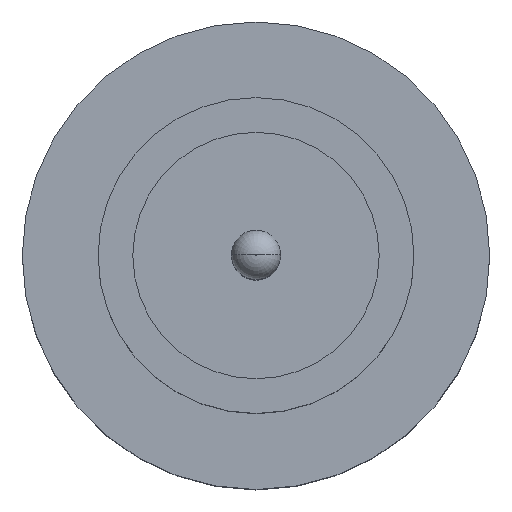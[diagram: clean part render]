
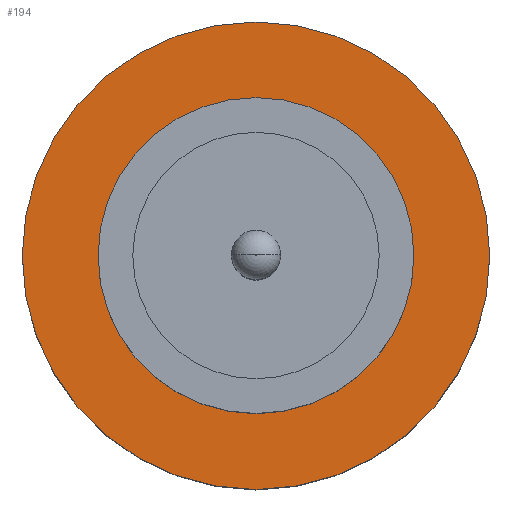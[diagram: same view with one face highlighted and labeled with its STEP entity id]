
A CAD part, top view. The second image highlights one B-rep face of the part: STEP entity #194.
In plain terms, the highlighted planar face has unit normal (0, 0, 1).
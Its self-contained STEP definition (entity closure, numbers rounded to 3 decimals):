
#28 = CARTESIAN_POINT ( 'NONE',  ( 1.25, 0., 1.55 ) ) ;
#29 = DIRECTION ( 'NONE',  ( 1., 0., 0. ) ) ;
#37 = DIRECTION ( 'NONE',  ( 0., 0., 1. ) ) ;
#47 = AXIS2_PLACEMENT_3D ( 'NONE', #226, #37, #29 ) ;
#66 = CARTESIAN_POINT ( 'NONE',  ( 0., 0., 1.55 ) ) ;
#106 = EDGE_LOOP ( 'NONE', ( #584, #370 ) ) ;
#112 = CARTESIAN_POINT ( 'NONE',  ( -1.85, 0., 1.55 ) ) ;
#138 = EDGE_CURVE ( 'NONE', #316, #353, #209, .T. ) ;
#145 = AXIS2_PLACEMENT_3D ( 'NONE', #245, #375, #723 ) ;
#175 = ORIENTED_EDGE ( 'NONE', *, *, #323, .T. ) ;
#194 = ADVANCED_FACE ( 'NONE', ( #899, #367 ), #204, .T. ) ;
#204 = PLANE ( 'NONE',  #638 ) ;
#209 = CIRCLE ( 'NONE', #438, 1.25 ) ;
#226 = CARTESIAN_POINT ( 'NONE',  ( 0., 0., 1.55 ) ) ;
#229 = CARTESIAN_POINT ( 'NONE',  ( -1.25, 0., 1.55 ) ) ;
#235 = CIRCLE ( 'NONE', #145, 1.85 ) ;
#245 = CARTESIAN_POINT ( 'NONE',  ( 0., 0., 1.55 ) ) ;
#316 = VERTEX_POINT ( 'NONE', #28 ) ;
#323 = EDGE_CURVE ( 'NONE', #412, #560, #235, .T. ) ;
#351 = DIRECTION ( 'NONE',  ( 1., 0., 0. ) ) ;
#353 = VERTEX_POINT ( 'NONE', #229 ) ;
#367 = FACE_OUTER_BOUND ( 'NONE', #697, .T. ) ;
#370 = ORIENTED_EDGE ( 'NONE', *, *, #664, .F. ) ;
#374 = CARTESIAN_POINT ( 'NONE',  ( 0., 0., 1.55 ) ) ;
#375 = DIRECTION ( 'NONE',  ( 0., 0., 1. ) ) ;
#395 = ORIENTED_EDGE ( 'NONE', *, *, #856, .T. ) ;
#411 = DIRECTION ( 'NONE',  ( 1., 0., 0. ) ) ;
#412 = VERTEX_POINT ( 'NONE', #716 ) ;
#438 = AXIS2_PLACEMENT_3D ( 'NONE', #374, #442, #639 ) ;
#442 = DIRECTION ( 'NONE',  ( 0., 0., 1. ) ) ;
#560 = VERTEX_POINT ( 'NONE', #112 ) ;
#584 = ORIENTED_EDGE ( 'NONE', *, *, #138, .F. ) ;
#599 = CIRCLE ( 'NONE', #47, 1.25 ) ;
#638 = AXIS2_PLACEMENT_3D ( 'NONE', #761, #767, #351 ) ;
#639 = DIRECTION ( 'NONE',  ( 1., 0., 0. ) ) ;
#664 = EDGE_CURVE ( 'NONE', #353, #316, #599, .T. ) ;
#697 = EDGE_LOOP ( 'NONE', ( #395, #175 ) ) ;
#716 = CARTESIAN_POINT ( 'NONE',  ( 1.85, 0., 1.55 ) ) ;
#717 = CIRCLE ( 'NONE', #893, 1.85 ) ;
#723 = DIRECTION ( 'NONE',  ( 1., 0., 0. ) ) ;
#761 = CARTESIAN_POINT ( 'NONE',  ( 0., 0., 1.55 ) ) ;
#767 = DIRECTION ( 'NONE',  ( 0., 0., 1. ) ) ;
#823 = DIRECTION ( 'NONE',  ( 0., 0., 1. ) ) ;
#856 = EDGE_CURVE ( 'NONE', #560, #412, #717, .T. ) ;
#893 = AXIS2_PLACEMENT_3D ( 'NONE', #66, #823, #411 ) ;
#899 = FACE_BOUND ( 'NONE', #106, .T. ) ;
